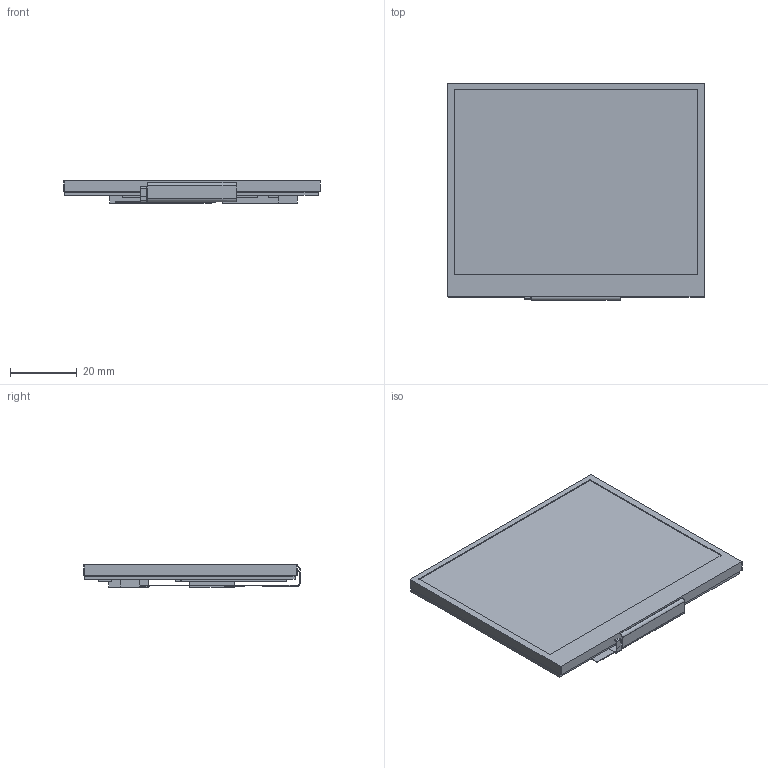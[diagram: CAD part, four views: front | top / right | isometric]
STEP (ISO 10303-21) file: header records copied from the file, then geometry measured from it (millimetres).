
FILE_DESCRIPTION(/* description */ (''),/* implementation_level */ '2;1');
FILE_NAME(/* name */ 'RVT3.5B320240CNWN00.stp',/* time_stamp */ '2019-03-17T12:40:18+01:00',/* author */ ('Adam'),/* organization */ (''),/* preprocessor_version */ 'ST-DEVELOPER v16.13',/* originating_system */ 'Autodesk Inventor 2018',/* authorisation */ '');
FILE_SCHEMA (('AUTOMOTIVE_DESIGN { 1 0 10303 214 3 1 1 }'));
Length unit declared in the file: millimetre
Products named in the file (8): RVT3.5A320240TNWN00_; RVT3.5A320240TNWN00; Frame; Contacts; Components; Contact2; Connector; 35FT81X_A
Assembly tree (7 placements, depth 3):
  RVT3.5A320240TNWN00_
    RVT3.5A320240TNWN00
      Frame
      Contacts
      Components
      Contact2
      Connector
    35FT81X_A
Bounding box: 76.9 x 64.9 x 6.68 mm (x, y, z)
Volume: 22478.1 mm3; surface area: 38291.5 mm2
Topology: 68 solids, 68 shells, 456 faces, 1171 edges, 1068 vertices
Faces by surface type: plane 433, cylinder 21, bspline 2
Entity records: 12915 total; most frequent: CARTESIAN_POINT 2538, DIRECTION 1935, ORIENTED_EDGE 1910, EDGE_CURVE 955, LINE 909, VECTOR 909, VERTEX_POINT 636, AXIS2_PLACEMENT_3D 513
